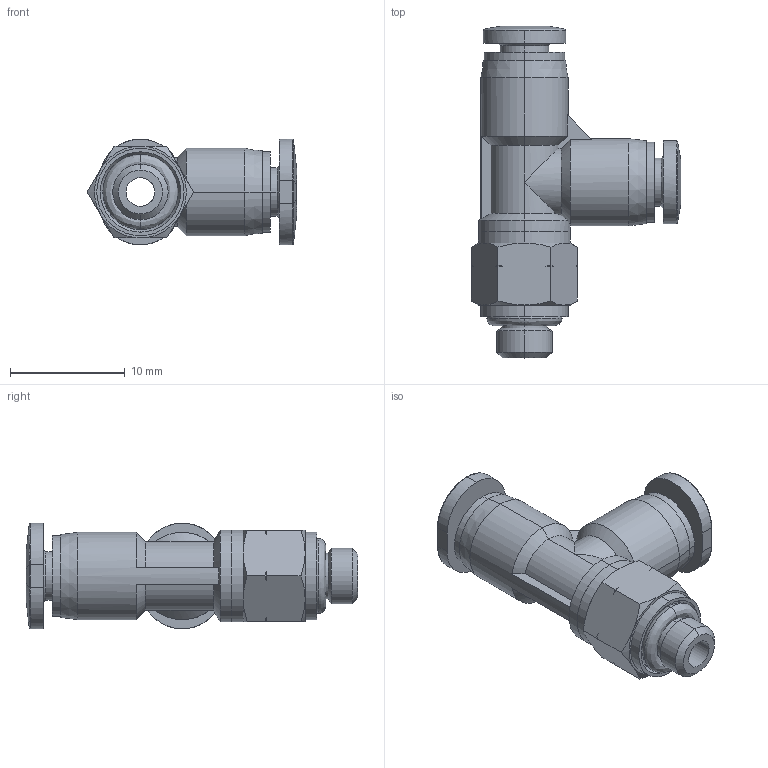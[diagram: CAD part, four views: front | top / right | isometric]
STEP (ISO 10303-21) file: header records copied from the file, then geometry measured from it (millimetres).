
FILE_DESCRIPTION (( 'STEP AP203' ), '1' );
FILE_NAME ('MRT18-10N.step', '2016-02-15T20:01:14', ( '' ), ( '' ), 'SwSTEP 2.0', 'SolidWorks 2015', '' );
FILE_SCHEMA (( 'CONFIG_CONTROL_DESIGN' ));
Length unit declared in the file: inch
Products named in the file (1): MRT18-10N
Bounding box: 18.22 x 28.9 x 9.2 mm (x, y, z)
Volume: 1311.2 mm3; surface area: 1633.9 mm2
Topology: 2 solids, 2 shells, 158 faces, 371 edges, 227 vertices
Faces by surface type: cone 50, cylinder 45, bspline 32, plane 31
Entity records: 7145 total; most frequent: CARTESIAN_POINT 3697, ORIENTED_EDGE 742, DIRECTION 635, EDGE_CURVE 371, AXIS2_PLACEMENT_3D 259, VERTEX_POINT 227, EDGE_LOOP 174, ADVANCED_FACE 158
